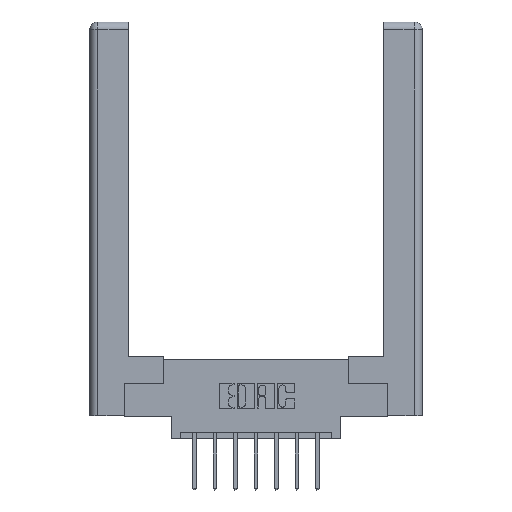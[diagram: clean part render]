
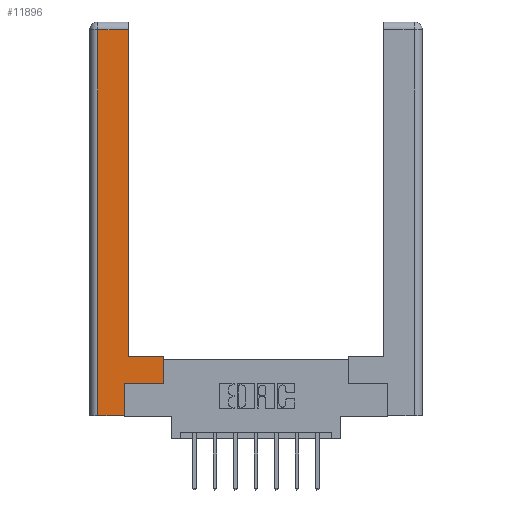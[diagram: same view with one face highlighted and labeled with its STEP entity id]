
A CAD part, top view. The second image highlights one B-rep face of the part: STEP entity #11896.
In plain terms, the highlighted planar face has unit normal (0, 0, 1).
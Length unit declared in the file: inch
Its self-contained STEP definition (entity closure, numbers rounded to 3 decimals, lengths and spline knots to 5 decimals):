
#20 = DIRECTION ( 'NONE',  ( -1., 0., 0. ) ) ;
#211 = VECTOR ( 'NONE', #2678, 39.37008 ) ;
#439 = DIRECTION ( 'NONE',  ( 1., 0., 0. ) ) ;
#470 = VERTEX_POINT ( 'NONE', #3503 ) ;
#826 = CARTESIAN_POINT ( 'NONE',  ( 0.265, 0., 0. ) ) ;
#979 = ORIENTED_EDGE ( 'NONE', *, *, #9589, .T. ) ;
#1079 = AXIS2_PLACEMENT_3D ( 'NONE', #1895, #1855, #20 ) ;
#1256 = CARTESIAN_POINT ( 'NONE',  ( 0.295, 0.45, 0. ) ) ;
#1287 = VERTEX_POINT ( 'NONE', #826 ) ;
#1462 = EDGE_CURVE ( 'NONE', #9371, #10809, #11741, .T. ) ;
#1855 = DIRECTION ( 'NONE',  ( 0., 0., -1. ) ) ;
#1863 = VECTOR ( 'NONE', #8282, 39.37008 ) ;
#1895 = CARTESIAN_POINT ( 'NONE',  ( 0., 0., 0. ) ) ;
#1906 = CARTESIAN_POINT ( 'NONE',  ( 0.565, 0.45, 0. ) ) ;
#2455 = CARTESIAN_POINT ( 'NONE',  ( 0.565, 0.45, 0. ) ) ;
#2571 = VERTEX_POINT ( 'NONE', #1906 ) ;
#2643 = EDGE_CURVE ( 'NONE', #9535, #9371, #8945, .T. ) ;
#2678 = DIRECTION ( 'NONE',  ( -1., 0., 0. ) ) ;
#2830 = CARTESIAN_POINT ( 'NONE',  ( 0.265, 0.245, 0. ) ) ;
#3503 = CARTESIAN_POINT ( 'NONE',  ( 0.565, 0.245, 0. ) ) ;
#4142 = CARTESIAN_POINT ( 'NONE',  ( 0.295, 3., 0. ) ) ;
#4243 = EDGE_CURVE ( 'NONE', #10809, #11001, #8850, .T. ) ;
#4483 = CARTESIAN_POINT ( 'NONE',  ( 0.0615, 0., 0. ) ) ;
#4538 = EDGE_CURVE ( 'NONE', #2571, #9535, #6368, .T. ) ;
#4707 = EDGE_CURVE ( 'NONE', #5526, #470, #10827, .T. ) ;
#4794 = CARTESIAN_POINT ( 'NONE',  ( 0.295, 2.94, 0. ) ) ;
#4857 = ORIENTED_EDGE ( 'NONE', *, *, #4538, .T. ) ;
#5237 = LINE ( 'NONE', #2455, #9575 ) ;
#5526 = VERTEX_POINT ( 'NONE', #2830 ) ;
#5563 = DIRECTION ( 'NONE',  ( 0., 1., 0. ) ) ;
#5902 = VECTOR ( 'NONE', #10253, 39.37008 ) ;
#6368 = LINE ( 'NONE', #6605, #211 ) ;
#6605 = CARTESIAN_POINT ( 'NONE',  ( 0.295, 0.45, 0. ) ) ;
#6914 = ORIENTED_EDGE ( 'NONE', *, *, #4243, .T. ) ;
#7215 = EDGE_CURVE ( 'NONE', #470, #2571, #5237, .T. ) ;
#7278 = CARTESIAN_POINT ( 'NONE',  ( 0.0615, 0., 0. ) ) ;
#7289 = CARTESIAN_POINT ( 'NONE',  ( 0.0615, 2.94, 0. ) ) ;
#7677 = DIRECTION ( 'NONE',  ( 1., 0., 0. ) ) ;
#7879 = ORIENTED_EDGE ( 'NONE', *, *, #2643, .T. ) ;
#8056 = CARTESIAN_POINT ( 'NONE',  ( 0.0615, 2.94, 0. ) ) ;
#8282 = DIRECTION ( 'NONE',  ( -1., 0., 0. ) ) ;
#8640 = ORIENTED_EDGE ( 'NONE', *, *, #9320, .T. ) ;
#8724 = CARTESIAN_POINT ( 'NONE',  ( 0.565, 0.245, 0. ) ) ;
#8850 = LINE ( 'NONE', #7278, #5902 ) ;
#8876 = CARTESIAN_POINT ( 'NONE',  ( 0.265, 0.245, 0. ) ) ;
#8945 = LINE ( 'NONE', #4142, #9399 ) ;
#9320 = EDGE_CURVE ( 'NONE', #1287, #5526, #10053, .T. ) ;
#9371 = VERTEX_POINT ( 'NONE', #4794 ) ;
#9399 = VECTOR ( 'NONE', #11031, 39.37008 ) ;
#9479 = EDGE_LOOP ( 'NONE', ( #7879, #11042, #6914, #979, #8640, #12713, #12581, #4857 ) ) ;
#9535 = VERTEX_POINT ( 'NONE', #1256 ) ;
#9575 = VECTOR ( 'NONE', #5563, 39.37008 ) ;
#9589 = EDGE_CURVE ( 'NONE', #11001, #1287, #11290, .T. ) ;
#9614 = VECTOR ( 'NONE', #439, 39.37008 ) ;
#9694 = FACE_OUTER_BOUND ( 'NONE', #9479, .T. ) ;
#9838 = DIRECTION ( 'NONE',  ( 0., 1., 0. ) ) ;
#10053 = LINE ( 'NONE', #8876, #10539 ) ;
#10253 = DIRECTION ( 'NONE',  ( 0., -1., 0. ) ) ;
#10452 = PLANE ( 'NONE',  #1079 ) ;
#10539 = VECTOR ( 'NONE', #9838, 39.37008 ) ;
#10809 = VERTEX_POINT ( 'NONE', #7289 ) ;
#10827 = LINE ( 'NONE', #8724, #11143 ) ;
#11001 = VERTEX_POINT ( 'NONE', #4483 ) ;
#11031 = DIRECTION ( 'NONE',  ( 0., 1., 0. ) ) ;
#11042 = ORIENTED_EDGE ( 'NONE', *, *, #1462, .T. ) ;
#11143 = VECTOR ( 'NONE', #7677, 39.37008 ) ;
#11195 = CARTESIAN_POINT ( 'NONE',  ( 0.265, 0., 0. ) ) ;
#11290 = LINE ( 'NONE', #11195, #9614 ) ;
#11741 = LINE ( 'NONE', #8056, #1863 ) ;
#11896 = ADVANCED_FACE ( 'NONE', ( #9694 ), #10452, .F. ) ;
#12581 = ORIENTED_EDGE ( 'NONE', *, *, #7215, .T. ) ;
#12713 = ORIENTED_EDGE ( 'NONE', *, *, #4707, .T. ) ;
